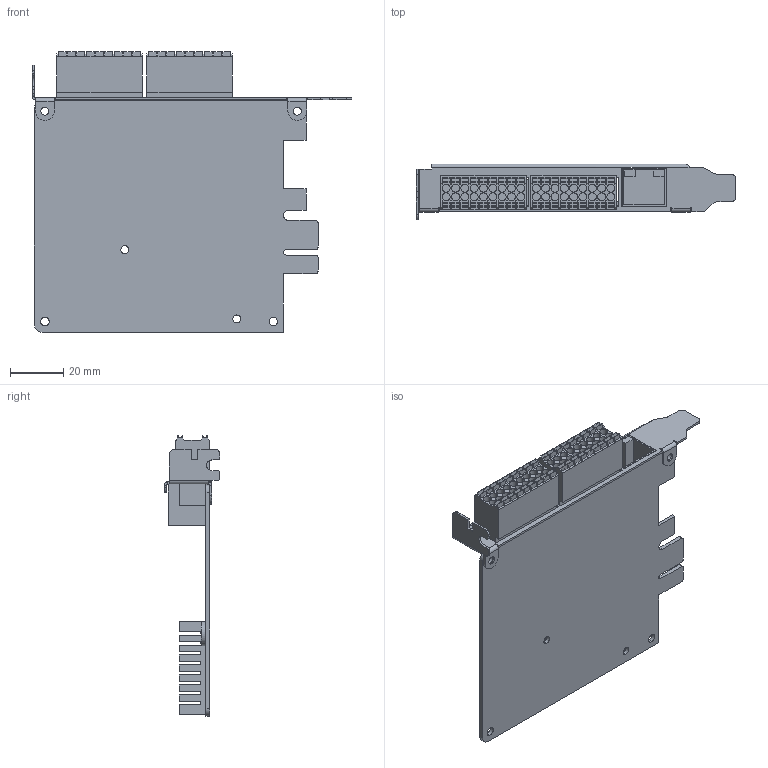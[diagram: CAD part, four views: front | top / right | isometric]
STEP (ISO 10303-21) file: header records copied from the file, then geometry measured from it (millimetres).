
FILE_DESCRIPTION (( 'STEP AP203' ), '1' );
FILE_NAME ('XPCIE1032H带散热片.STEP', '2023-09-15T09:38:59', ( '' ), ( '' ), 'SwSTEP 2.0', 'SolidWorks 2019', '' );
FILE_SCHEMA (( 'CONFIG_CONTROL_DESIGN' ));
Length unit declared in the file: millimetre
Products named in the file (4): 鍼踢; PCB; XPCIE1032H带散热片; 散热片
Assembly tree (3 placements, depth 2):
  XPCIE1032H带散热片
    鍼踢
    PCB
    散热片
Bounding box: 120 x 21 x 105.3 mm (x, y, z)
Volume: 35812.2 mm3; surface area: 46151.9 mm2
Topology: 42 solids, 42 shells, 1512 faces, 3848 edges, 2489 vertices
Faces by surface type: plane 1274, cylinder 236, bspline 2
Entity records: 45400 total; most frequent: CARTESIAN_POINT 7907, ORIENTED_EDGE 7696, DIRECTION 7534, EDGE_CURVE 3848, VECTOR 3178, LINE 3178, VERTEX_POINT 2489, AXIS2_PLACEMENT_3D 2178
